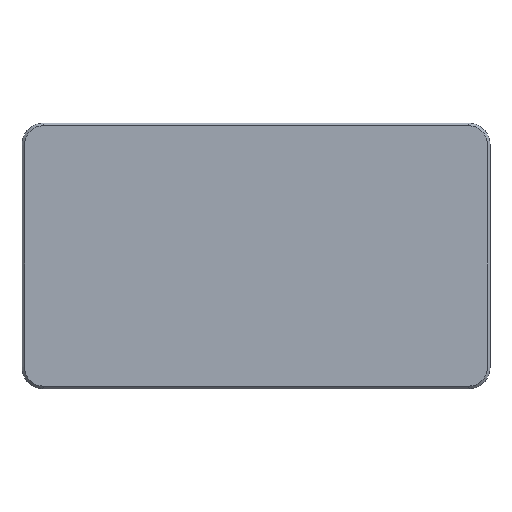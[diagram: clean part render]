
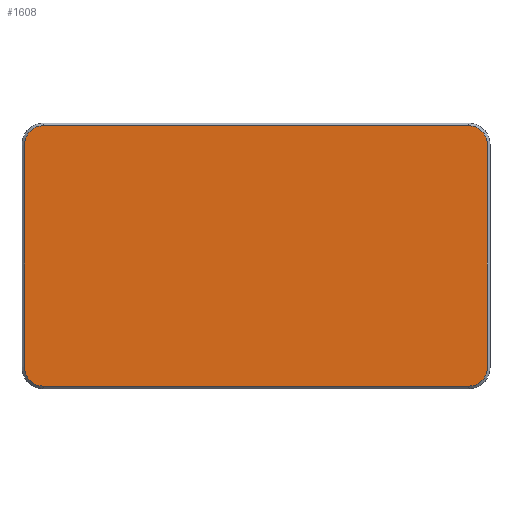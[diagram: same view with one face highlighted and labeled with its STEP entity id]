
A CAD part, top view. The second image highlights one B-rep face of the part: STEP entity #1608.
In plain terms, the highlighted planar face has unit normal (0, 0, 1).
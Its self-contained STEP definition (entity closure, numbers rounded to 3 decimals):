
#73=PLANE('',#1777);
#185=FACE_OUTER_BOUND('',#289,.T.);
#289=EDGE_LOOP('',(#1460,#1461,#1462,#1463,#1464,#1465,#1466,#1467));
#449=LINE('',#2672,#617);
#454=LINE('',#2685,#622);
#458=LINE('',#2694,#626);
#461=LINE('',#2702,#629);
#617=VECTOR('',#2199,10.);
#622=VECTOR('',#2212,10.);
#626=VECTOR('',#2222,10.);
#629=VECTOR('',#2231,10.);
#685=CIRCLE('',#1763,3.7);
#686=CIRCLE('',#1766,3.7);
#687=CIRCLE('',#1769,3.7);
#689=CIRCLE('',#1773,3.7);
#812=VERTEX_POINT('',#2669);
#813=VERTEX_POINT('',#2671);
#816=VERTEX_POINT('',#2679);
#817=VERTEX_POINT('',#2683);
#818=VERTEX_POINT('',#2688);
#819=VERTEX_POINT('',#2692);
#820=VERTEX_POINT('',#2696);
#821=VERTEX_POINT('',#2700);
#1023=EDGE_CURVE('',#812,#813,#449,.T.);
#1028=EDGE_CURVE('',#816,#812,#685,.T.);
#1030=EDGE_CURVE('',#817,#816,#454,.T.);
#1033=EDGE_CURVE('',#818,#817,#686,.T.);
#1035=EDGE_CURVE('',#819,#818,#458,.T.);
#1037=EDGE_CURVE('',#820,#819,#687,.T.);
#1039=EDGE_CURVE('',#821,#820,#461,.T.);
#1041=EDGE_CURVE('',#813,#821,#689,.T.);
#1460=ORIENTED_EDGE('',*,*,#1023,.F.);
#1461=ORIENTED_EDGE('',*,*,#1028,.F.);
#1462=ORIENTED_EDGE('',*,*,#1030,.F.);
#1463=ORIENTED_EDGE('',*,*,#1033,.F.);
#1464=ORIENTED_EDGE('',*,*,#1035,.F.);
#1465=ORIENTED_EDGE('',*,*,#1037,.F.);
#1466=ORIENTED_EDGE('',*,*,#1039,.F.);
#1467=ORIENTED_EDGE('',*,*,#1041,.F.);
#1608=ADVANCED_FACE('',(#185),#73,.T.);
#1763=AXIS2_PLACEMENT_3D('',#2681,#2207,#2208);
#1766=AXIS2_PLACEMENT_3D('',#2690,#2217,#2218);
#1769=AXIS2_PLACEMENT_3D('',#2698,#2226,#2227);
#1773=AXIS2_PLACEMENT_3D('',#2705,#2236,#2237);
#1777=AXIS2_PLACEMENT_3D('',#2712,#2247,#2248);
#2199=DIRECTION('',(0.,-1.,0.));
#2207=DIRECTION('center_axis',(0.,0.,-1.));
#2208=DIRECTION('ref_axis',(0.707,0.707,0.));
#2212=DIRECTION('',(1.,0.,0.));
#2217=DIRECTION('center_axis',(0.,0.,-1.));
#2218=DIRECTION('ref_axis',(-0.707,0.707,0.));
#2222=DIRECTION('',(0.,1.,0.));
#2226=DIRECTION('center_axis',(0.,0.,-1.));
#2227=DIRECTION('ref_axis',(-0.707,-0.707,0.));
#2231=DIRECTION('',(-1.,0.,0.));
#2236=DIRECTION('center_axis',(0.,0.,-1.));
#2237=DIRECTION('ref_axis',(0.707,-0.707,0.));
#2247=DIRECTION('center_axis',(0.,0.,1.));
#2248=DIRECTION('ref_axis',(1.,0.,0.));
#2669=CARTESIAN_POINT('',(45.7,22.,4.2));
#2671=CARTESIAN_POINT('',(45.7,-22.,4.2));
#2672=CARTESIAN_POINT('',(45.7,13.1,4.2));
#2679=CARTESIAN_POINT('',(42.,25.7,4.2));
#2681=CARTESIAN_POINT('Origin',(42.,22.,4.2));
#2683=CARTESIAN_POINT('',(-42.,25.7,4.2));
#2685=CARTESIAN_POINT('',(-23.1,25.7,4.2));
#2688=CARTESIAN_POINT('',(-45.7,22.,4.2));
#2690=CARTESIAN_POINT('Origin',(-42.,22.,4.2));
#2692=CARTESIAN_POINT('',(-45.7,-22.,4.2));
#2694=CARTESIAN_POINT('',(-45.7,-13.1,4.2));
#2696=CARTESIAN_POINT('',(-42.,-25.7,4.2));
#2698=CARTESIAN_POINT('Origin',(-42.,-22.,4.2));
#2700=CARTESIAN_POINT('',(42.,-25.7,4.2));
#2702=CARTESIAN_POINT('',(23.1,-25.7,4.2));
#2705=CARTESIAN_POINT('Origin',(42.,-22.,4.2));
#2712=CARTESIAN_POINT('Origin',(0.,0.,4.2));
